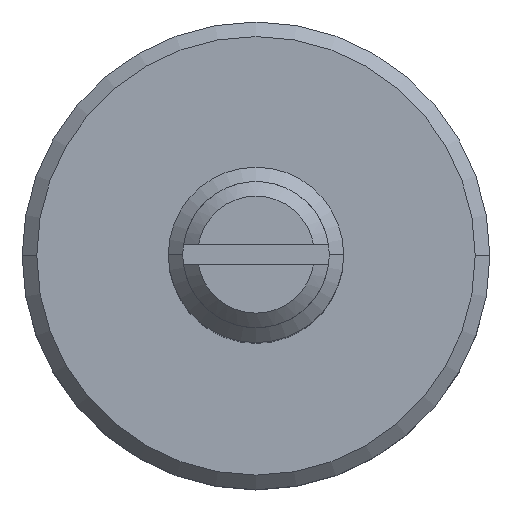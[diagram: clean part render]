
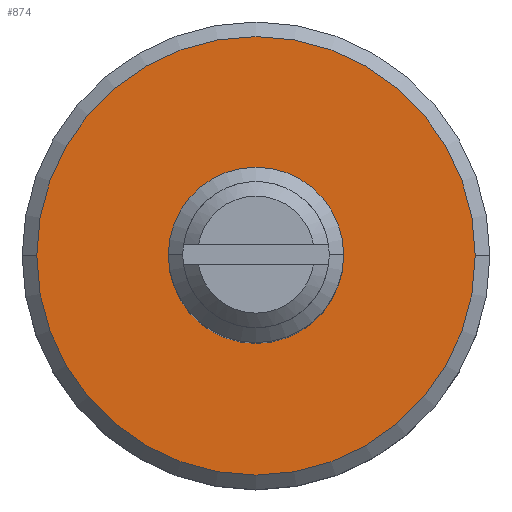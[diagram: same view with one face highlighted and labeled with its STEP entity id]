
A CAD part, top view. The second image highlights one B-rep face of the part: STEP entity #874.
In plain terms, the highlighted planar face has unit normal (0, 0, 1).
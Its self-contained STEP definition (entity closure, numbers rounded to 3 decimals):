
#19 = EDGE_CURVE ( 'NONE', #592, #742, #1084, .T. ) ;
#45 = DIRECTION ( 'NONE',  ( 0., 0., 1. ) ) ;
#60 = DIRECTION ( 'NONE',  ( -1., 0., 0. ) ) ;
#80 = AXIS2_PLACEMENT_3D ( 'NONE', #633, #947, #623 ) ;
#129 = PLANE ( 'NONE',  #200 ) ;
#167 = EDGE_CURVE ( 'NONE', #742, #592, #1336, .T. ) ;
#182 = CARTESIAN_POINT ( 'NONE',  ( -7.5, 0., 6. ) ) ;
#200 = AXIS2_PLACEMENT_3D ( 'NONE', #1087, #566, #544 ) ;
#237 = CARTESIAN_POINT ( 'NONE',  ( 0., 0., 6. ) ) ;
#240 = VERTEX_POINT ( 'NONE', #762 ) ;
#245 = ORIENTED_EDGE ( 'NONE', *, *, #167, .T. ) ;
#256 = DIRECTION ( 'NONE',  ( 0., 0., 1. ) ) ;
#259 = DIRECTION ( 'NONE',  ( -1., 0., 0. ) ) ;
#302 = CARTESIAN_POINT ( 'NONE',  ( 2.85, 0., 6. ) ) ;
#321 = CARTESIAN_POINT ( 'NONE',  ( 0., 0., 6. ) ) ;
#329 = DIRECTION ( 'NONE',  ( 1., 0., 0. ) ) ;
#371 = ORIENTED_EDGE ( 'NONE', *, *, #19, .T. ) ;
#476 = EDGE_CURVE ( 'NONE', #658, #240, #779, .T. ) ;
#481 = EDGE_LOOP ( 'NONE', ( #1121, #828 ) ) ;
#535 = DIRECTION ( 'NONE',  ( 0., 0., 1. ) ) ;
#544 = DIRECTION ( 'NONE',  ( 1., 0., 0. ) ) ;
#566 = DIRECTION ( 'NONE',  ( 0., 0., 1. ) ) ;
#592 = VERTEX_POINT ( 'NONE', #182 ) ;
#623 = DIRECTION ( 'NONE',  ( 1., 0., 0. ) ) ;
#633 = CARTESIAN_POINT ( 'NONE',  ( 0., 0., 6. ) ) ;
#658 = VERTEX_POINT ( 'NONE', #302 ) ;
#659 = FACE_OUTER_BOUND ( 'NONE', #1334, .T. ) ;
#742 = VERTEX_POINT ( 'NONE', #1283 ) ;
#762 = CARTESIAN_POINT ( 'NONE',  ( -2.85, 0., 6. ) ) ;
#779 = CIRCLE ( 'NONE', #1333, 2.85 ) ;
#808 = AXIS2_PLACEMENT_3D ( 'NONE', #321, #535, #329 ) ;
#828 = ORIENTED_EDGE ( 'NONE', *, *, #476, .F. ) ;
#874 = ADVANCED_FACE ( 'NONE', ( #659, #1317 ), #129, .T. ) ;
#947 = DIRECTION ( 'NONE',  ( 0., 0., 1. ) ) ;
#1019 = CARTESIAN_POINT ( 'NONE',  ( 0., 0., 6. ) ) ;
#1084 = CIRCLE ( 'NONE', #80, 7.5 ) ;
#1087 = CARTESIAN_POINT ( 'NONE',  ( 0., 0., 6. ) ) ;
#1121 = ORIENTED_EDGE ( 'NONE', *, *, #1189, .F. ) ;
#1148 = AXIS2_PLACEMENT_3D ( 'NONE', #1019, #256, #60 ) ;
#1189 = EDGE_CURVE ( 'NONE', #240, #658, #1237, .T. ) ;
#1237 = CIRCLE ( 'NONE', #1148, 2.85 ) ;
#1283 = CARTESIAN_POINT ( 'NONE',  ( 7.5, 0., 6. ) ) ;
#1317 = FACE_BOUND ( 'NONE', #481, .T. ) ;
#1333 = AXIS2_PLACEMENT_3D ( 'NONE', #237, #45, #259 ) ;
#1334 = EDGE_LOOP ( 'NONE', ( #371, #245 ) ) ;
#1336 = CIRCLE ( 'NONE', #808, 7.5 ) ;
